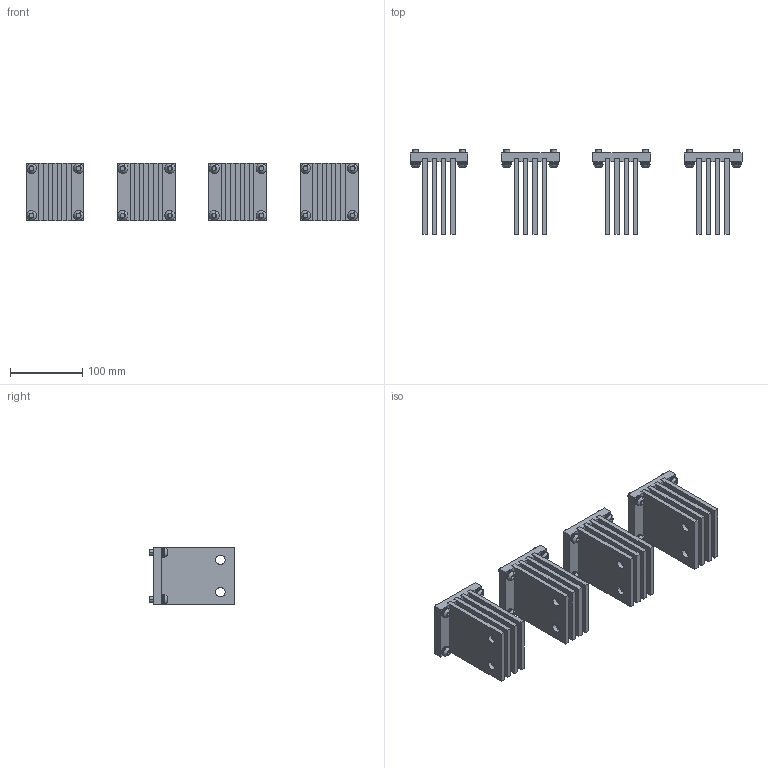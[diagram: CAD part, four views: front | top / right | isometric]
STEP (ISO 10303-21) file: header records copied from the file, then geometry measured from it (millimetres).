
FILE_DESCRIPTION(('CATIA V5 STEP Exchange'),'2;1');
FILE_NAME('1SDH001336R0221_E4.2_W_IV_TERMINALS_VR_UL_UPPER_2500A.stp','2014-09-18T15:46:11+00:00',('none'),('none'),'CATIA Version 5 Release 20 SP 6 (IN-10)','CATIA V5 STEP AP214','none');
FILE_SCHEMA(('AUTOMOTIVE_DESIGN { 1 0 10303 214 1 1 1 1 }'));
Length unit declared in the file: millimetre
Products named in the file (1): E4.2_W_IV_TERMINALS_VR_UL_UPPER_2500A_AllCATPart
Bounding box: 458 x 116.5 x 80 mm (x, y, z)
Volume: 1063939.9 mm3; surface area: 408530.3 mm2
Topology: 68 solids, 68 shells, 1016 faces, 2416 edges, 1568 vertices
Faces by surface type: plane 440, cylinder 320, torus 224, revolution 32
Entity records: 28782 total; most frequent: CARTESIAN_POINT 5981, ORIENTED_EDGE 4832, DIRECTION 3752, EDGE_CURVE 2416, AXIS2_PLACEMENT_3D 1837, VERTEX_POINT 1568, EDGE_LOOP 1176, VECTOR 1136
